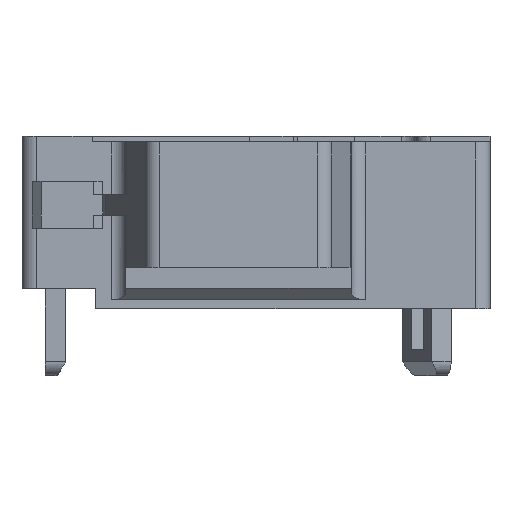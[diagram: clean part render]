
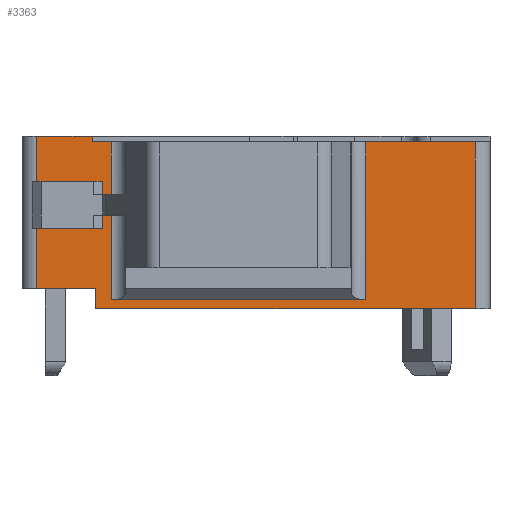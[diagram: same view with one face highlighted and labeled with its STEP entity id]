
A CAD part, front view. The second image highlights one B-rep face of the part: STEP entity #3363.
In plain terms, the highlighted planar face has unit normal (0, -1, 0).
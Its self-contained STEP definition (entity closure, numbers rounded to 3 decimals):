
#339=DIRECTION('',(0.026,0.,-1.));
#340=VECTOR('',#339,0.7);
#341=CARTESIAN_POINT('',(-4.9,15.7,-2.6));
#342=LINE('',#341,#340);
#343=DIRECTION('',(0.,0.,1.));
#344=VECTOR('',#343,0.7);
#345=CARTESIAN_POINT('',(-6.55,15.7,-0.1));
#346=LINE('',#345,#344);
#347=DIRECTION('',(0.,0.,1.));
#348=VECTOR('',#347,0.7);
#349=CARTESIAN_POINT('',(-5.15,15.7,-0.1));
#350=LINE('',#349,#348);
#351=DIRECTION('',(-1.,0.,0.));
#352=VECTOR('',#351,2.);
#353=CARTESIAN_POINT('',(-4.9,15.7,-2.6));
#354=LINE('',#353,#352);
#355=DIRECTION('',(0.,0.,1.));
#356=VECTOR('',#355,5.2);
#357=CARTESIAN_POINT('',(-6.9,15.7,-2.6));
#358=LINE('',#357,#356);
#359=DIRECTION('',(0.,0.,-1.));
#360=VECTOR('',#359,0.2);
#361=CARTESIAN_POINT('',(-5.,15.7,2.6));
#362=LINE('',#361,#360);
#363=DIRECTION('',(-1.,0.,0.));
#364=VECTOR('',#363,8.7);
#365=CARTESIAN_POINT('',(4.35,15.7,-3.));
#366=LINE('',#365,#364);
#391=DIRECTION('',(-1.,0.,0.));
#392=VECTOR('',#391,1.4);
#393=CARTESIAN_POINT('',(-5.15,15.7,0.6));
#394=LINE('',#393,#392);
#421=DIRECTION('',(1.,0.,0.));
#422=VECTOR('',#421,1.4);
#423=CARTESIAN_POINT('',(-6.55,15.7,-0.1));
#424=LINE('',#423,#422);
#719=DIRECTION('',(0.,0.,-1.));
#720=VECTOR('',#719,5.4);
#721=CARTESIAN_POINT('',(4.35,15.7,2.4));
#722=LINE('',#721,#720);
#827=DIRECTION('',(1.,0.,0.));
#828=VECTOR('',#827,3.75);
#829=CARTESIAN_POINT('',(4.35,15.7,2.4));
#830=LINE('',#829,#828);
#841=DIRECTION('',(1.,0.,0.));
#842=VECTOR('',#841,0.65);
#843=CARTESIAN_POINT('',(-5.,15.7,2.4));
#844=LINE('',#843,#842);
#889=DIRECTION('',(0.,0.,1.));
#890=VECTOR('',#889,5.7);
#891=CARTESIAN_POINT('',(8.1,15.7,-3.3));
#892=LINE('',#891,#890);
#925=DIRECTION('',(-1.,0.,0.));
#926=VECTOR('',#925,12.982);
#927=CARTESIAN_POINT('',(8.1,15.7,-3.3));
#928=LINE('',#927,#926);
#1295=DIRECTION('',(1.,0.,0.));
#1296=VECTOR('',#1295,1.9);
#1297=CARTESIAN_POINT('',(-6.9,15.7,2.6));
#1298=LINE('',#1297,#1296);
#2357=DIRECTION('',(0.,0.,1.));
#2358=VECTOR('',#2357,5.4);
#2359=CARTESIAN_POINT('',(-4.35,15.7,-3.));
#2360=LINE('',#2359,#2358);
#2453=CARTESIAN_POINT('',(-6.9,15.7,-2.6));
#2454=VERTEX_POINT('',#2453);
#2549=CARTESIAN_POINT('',(-6.9,15.7,2.6));
#2550=VERTEX_POINT('',#2549);
#2615=CARTESIAN_POINT('',(-5.,15.7,2.6));
#2616=VERTEX_POINT('',#2615);
#2711=CARTESIAN_POINT('',(-5.15,15.7,0.6));
#2712=CARTESIAN_POINT('',(-6.55,15.7,0.6));
#2713=VERTEX_POINT('',#2711);
#2714=VERTEX_POINT('',#2712);
#2733=CARTESIAN_POINT('',(-5.15,15.7,-0.1));
#2734=VERTEX_POINT('',#2733);
#2735=CARTESIAN_POINT('',(-6.55,15.7,-0.1));
#2736=VERTEX_POINT('',#2735);
#2870=CARTESIAN_POINT('',(8.1,15.7,-3.3));
#2872=VERTEX_POINT('',#2870);
#2887=CARTESIAN_POINT('',(-4.882,15.7,-3.3));
#2889=VERTEX_POINT('',#2887);
#2911=CARTESIAN_POINT('',(-4.9,15.7,-2.6));
#2913=VERTEX_POINT('',#2911);
#2943=CARTESIAN_POINT('',(4.35,15.7,-3.));
#2944=CARTESIAN_POINT('',(-4.35,15.7,-3.));
#2945=VERTEX_POINT('',#2943);
#2946=VERTEX_POINT('',#2944);
#2972=CARTESIAN_POINT('',(4.35,15.7,2.4));
#2973=CARTESIAN_POINT('',(8.1,15.7,2.4));
#2974=VERTEX_POINT('',#2972);
#2975=VERTEX_POINT('',#2973);
#3030=CARTESIAN_POINT('',(-5.,15.7,2.4));
#3031=VERTEX_POINT('',#3030);
#3042=CARTESIAN_POINT('',(-4.35,15.7,2.4));
#3043=VERTEX_POINT('',#3042);
#3324=CARTESIAN_POINT('',(-6.9,15.7,-2.6));
#3325=DIRECTION('',(0.,-1.,0.));
#3326=DIRECTION('',(1.,0.,0.));
#3327=AXIS2_PLACEMENT_3D('',#3324,#3325,#3326);
#3328=PLANE('',#3327);
#3330=ORIENTED_EDGE('',*,*,#3329,.F.);
#3332=ORIENTED_EDGE('',*,*,#3331,.T.);
#3334=ORIENTED_EDGE('',*,*,#3333,.F.);
#3336=ORIENTED_EDGE('',*,*,#3335,.T.);
#3337=ORIENTED_EDGE('',*,*,#3316,.F.);
#3338=ORIENTED_EDGE('',*,*,#3208,.T.);
#3340=ORIENTED_EDGE('',*,*,#3339,.T.);
#3342=ORIENTED_EDGE('',*,*,#3341,.T.);
#3344=ORIENTED_EDGE('',*,*,#3343,.T.);
#3346=ORIENTED_EDGE('',*,*,#3345,.T.);
#3348=ORIENTED_EDGE('',*,*,#3347,.F.);
#3350=ORIENTED_EDGE('',*,*,#3349,.F.);
#3351=EDGE_LOOP('',(#3330,#3332,#3334,#3336,#3337,#3338,#3340,#3342,#3344,#3346,
#3348,#3350));
#3352=FACE_OUTER_BOUND('',#3351,.F.);
#3354=ORIENTED_EDGE('',*,*,#3353,.F.);
#3356=ORIENTED_EDGE('',*,*,#3355,.T.);
#3358=ORIENTED_EDGE('',*,*,#3357,.T.);
#3360=ORIENTED_EDGE('',*,*,#3359,.T.);
#3361=EDGE_LOOP('',(#3354,#3356,#3358,#3360));
#3362=FACE_BOUND('',#3361,.F.);
#3208=EDGE_CURVE('',#2913,#2454,#354,.T.);
#3316=EDGE_CURVE('',#2913,#2889,#342,.T.);
#3329=EDGE_CURVE('',#2974,#2945,#722,.T.);
#3331=EDGE_CURVE('',#2974,#2975,#830,.T.);
#3333=EDGE_CURVE('',#2872,#2975,#892,.T.);
#3335=EDGE_CURVE('',#2872,#2889,#928,.T.);
#3339=EDGE_CURVE('',#2454,#2550,#358,.T.);
#3341=EDGE_CURVE('',#2550,#2616,#1298,.T.);
#3343=EDGE_CURVE('',#2616,#3031,#362,.T.);
#3345=EDGE_CURVE('',#3031,#3043,#844,.T.);
#3347=EDGE_CURVE('',#2946,#3043,#2360,.T.);
#3349=EDGE_CURVE('',#2945,#2946,#366,.T.);
#3353=EDGE_CURVE('',#2736,#2714,#346,.T.);
#3355=EDGE_CURVE('',#2736,#2734,#424,.T.);
#3357=EDGE_CURVE('',#2734,#2713,#350,.T.);
#3359=EDGE_CURVE('',#2713,#2714,#394,.T.);
#3363=ADVANCED_FACE('',(#3352,#3362),#3328,.T.);
